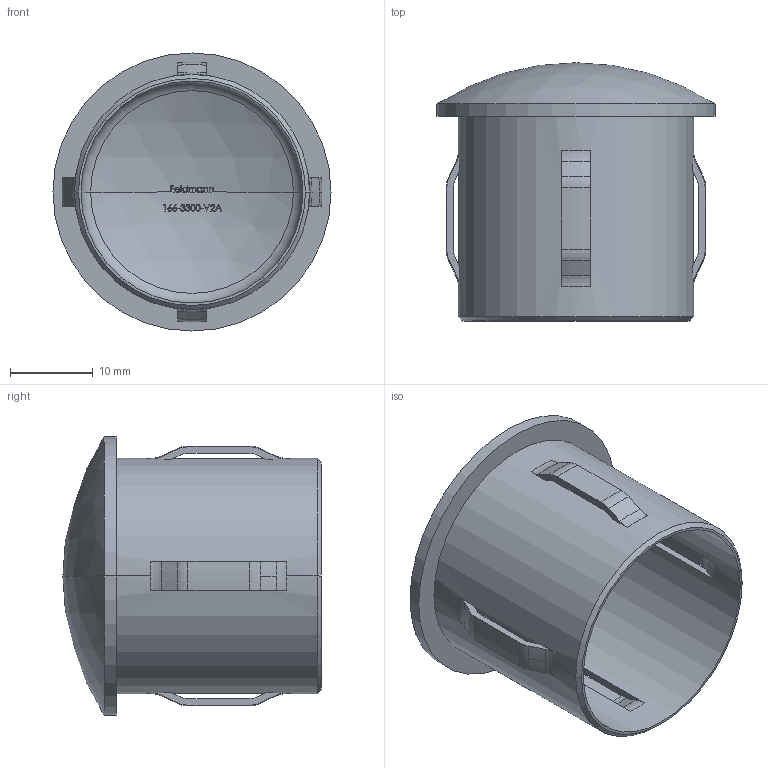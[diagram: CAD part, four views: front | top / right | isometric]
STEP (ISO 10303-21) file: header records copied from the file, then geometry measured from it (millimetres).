
FILE_DESCRIPTION (( 'STEP AP203' ), '1' );
FILE_NAME ('166-3300-V2A.STEP', '2018-12-06T08:52:30', ( '' ), ( '' ), 'SwSTEP 2.0', 'SolidWorks 2015', '' );
FILE_SCHEMA (( 'CONFIG_CONTROL_DESIGN' ));
Length unit declared in the file: millimetre
Products named in the file (1): 166-3300-V2A
Bounding box: 33.7 x 31.3 x 33.7 mm (x, y, z)
Volume: 3486.3 mm3; surface area: 6755.8 mm2
Topology: 1 solids, 1 shells, 361 faces, 1007 edges, 658 vertices
Faces by surface type: plane 122, bspline 118, torus 42, sphere 41, cone 22, cylinder 16
Entity records: 16776 total; most frequent: CARTESIAN_POINT 8128, ORIENTED_EDGE 2014, DIRECTION 1494, EDGE_CURVE 1007, VERTEX_POINT 658, AXIS2_PLACEMENT_3D 603, EDGE_LOOP 387, ADVANCED_FACE 361
